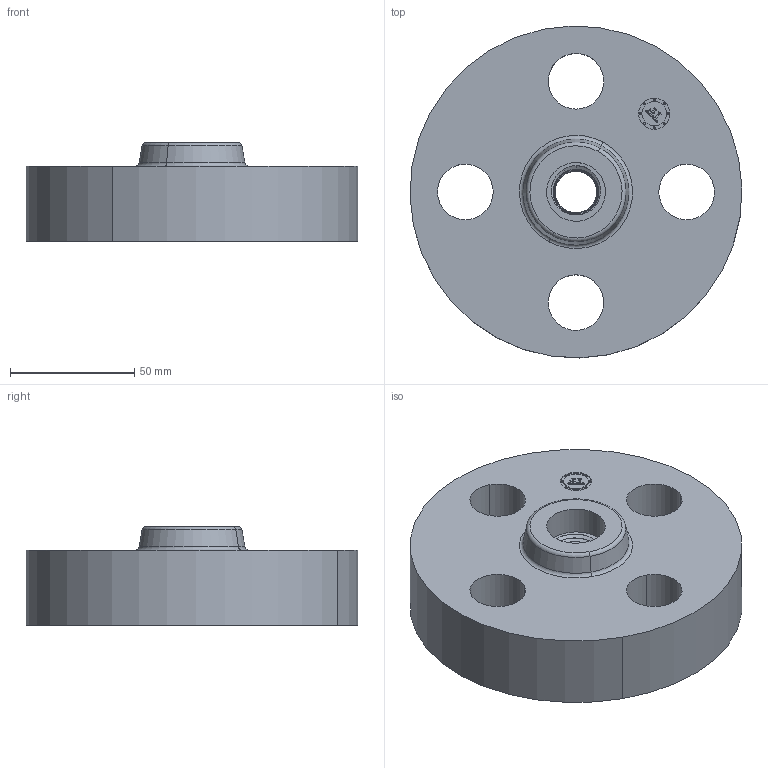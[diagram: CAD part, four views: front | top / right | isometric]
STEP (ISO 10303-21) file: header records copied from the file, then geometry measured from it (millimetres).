
FILE_DESCRIPTION(('3D STEP'),'2;1');
FILE_NAME('0.5-2500-THREADED-FF-FLANGE.stp','2013-03-16T06:56:13+00:00',('Texas Flange'),(''),'CATIA Version 5 Release 20 SP 6 (IN-10)','CATIA V5 STEP AP214','800-826-3801');
FILE_SCHEMA(('AUTOMOTIVE_DESIGN { 1 0 10303 214 1 1 1 1 }'));
Length unit declared in the file: inch
Products named in the file (1): 0.5-2500-THREADED-FF-FLANGE
Bounding box: 133.31 x 133.31 x 39.62 mm (x, y, z)
Volume: 374383.3 mm3; surface area: 50345.2 mm2
Topology: 1 solids, 1 shells, 570 faces, 1555 edges, 1006 vertices
Faces by surface type: plane 369, bspline 131, cone 34, cylinder 32, torus 4
Entity records: 22777 total; most frequent: CARTESIAN_POINT 7154, ORIENTED_EDGE 3110, DIRECTION 1917, EDGE_CURVE 1555, VECTOR 1109, LINE 1109, VERTEX_POINT 1006, EDGE_LOOP 599
